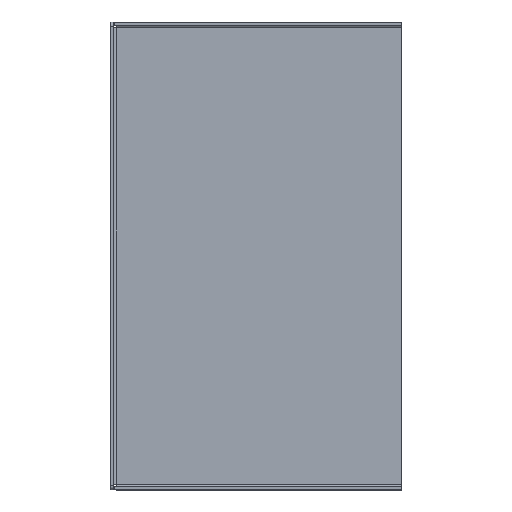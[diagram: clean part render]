
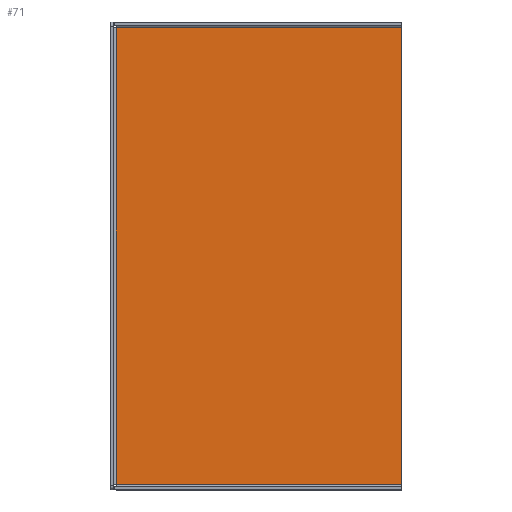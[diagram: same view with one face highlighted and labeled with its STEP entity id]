
A CAD part, top view. The second image highlights one B-rep face of the part: STEP entity #71.
In plain terms, the highlighted planar face has unit normal (0, 0, 1).
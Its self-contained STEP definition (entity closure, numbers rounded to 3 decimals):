
#12 = DIRECTION ( 'NONE',  ( 0., -1., 0. ) ) ;
#47 = EDGE_CURVE ( 'NONE', #51, #604, #1086, .T. ) ;
#51 = VERTEX_POINT ( 'NONE', #1107 ) ;
#55 = VECTOR ( 'NONE', #12, 1000. ) ;
#71 = ADVANCED_FACE ( 'NONE', ( #1003 ), #94, .T. ) ;
#94 = PLANE ( 'NONE',  #577 ) ;
#164 = EDGE_CURVE ( 'NONE', #589, #580, #791, .T. ) ;
#177 = CARTESIAN_POINT ( 'NONE',  ( -35.8, 57.6, 0.8 ) ) ;
#259 = CARTESIAN_POINT ( 'NONE',  ( -34.4, -56.2, 0.8 ) ) ;
#350 = DIRECTION ( 'NONE',  ( -1., 0., 0. ) ) ;
#365 = CARTESIAN_POINT ( 'NONE',  ( 611.8, 56.2, 0.8 ) ) ;
#416 = EDGE_LOOP ( 'NONE', ( #1089, #843, #833, #530 ) ) ;
#440 = DIRECTION ( 'NONE',  ( 1., 0., 0. ) ) ;
#443 = CARTESIAN_POINT ( 'NONE',  ( 35.8, -56.2, 0.8 ) ) ;
#477 = VECTOR ( 'NONE', #790, 1000. ) ;
#486 = VECTOR ( 'NONE', #749, 1000. ) ;
#530 = ORIENTED_EDGE ( 'NONE', *, *, #726, .T. ) ;
#542 = CARTESIAN_POINT ( 'NONE',  ( 35.8, 57.6, 0.8 ) ) ;
#577 = AXIS2_PLACEMENT_3D ( 'NONE', #177, #918, #440 ) ;
#580 = VERTEX_POINT ( 'NONE', #1123 ) ;
#589 = VERTEX_POINT ( 'NONE', #443 ) ;
#598 = EDGE_CURVE ( 'NONE', #589, #604, #1072, .T. ) ;
#604 = VERTEX_POINT ( 'NONE', #259 ) ;
#616 = CARTESIAN_POINT ( 'NONE',  ( 611.8, -56.2, 0.8 ) ) ;
#622 = CARTESIAN_POINT ( 'NONE',  ( -34.4, 57.6, 0.8 ) ) ;
#704 = LINE ( 'NONE', #365, #477 ) ;
#726 = EDGE_CURVE ( 'NONE', #580, #51, #704, .T. ) ;
#749 = DIRECTION ( 'NONE',  ( 0., 1., 0. ) ) ;
#790 = DIRECTION ( 'NONE',  ( -1., 0., 0. ) ) ;
#791 = LINE ( 'NONE', #542, #486 ) ;
#833 = ORIENTED_EDGE ( 'NONE', *, *, #164, .T. ) ;
#843 = ORIENTED_EDGE ( 'NONE', *, *, #598, .F. ) ;
#918 = DIRECTION ( 'NONE',  ( 0., 0., 1. ) ) ;
#953 = VECTOR ( 'NONE', #350, 1000. ) ;
#1003 = FACE_OUTER_BOUND ( 'NONE', #416, .T. ) ;
#1072 = LINE ( 'NONE', #616, #953 ) ;
#1086 = LINE ( 'NONE', #622, #55 ) ;
#1089 = ORIENTED_EDGE ( 'NONE', *, *, #47, .T. ) ;
#1107 = CARTESIAN_POINT ( 'NONE',  ( -34.4, 56.2, 0.8 ) ) ;
#1123 = CARTESIAN_POINT ( 'NONE',  ( 35.8, 56.2, 0.8 ) ) ;
